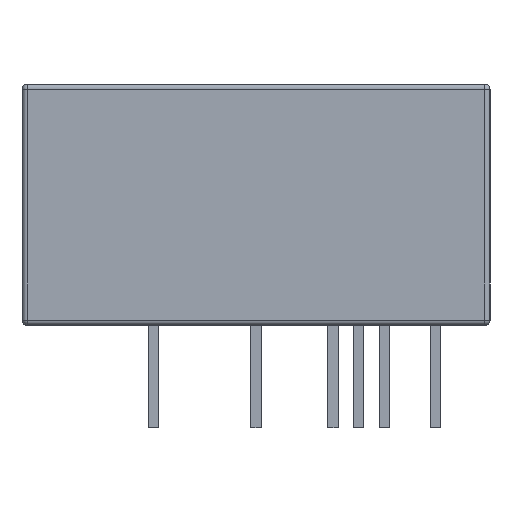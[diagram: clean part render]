
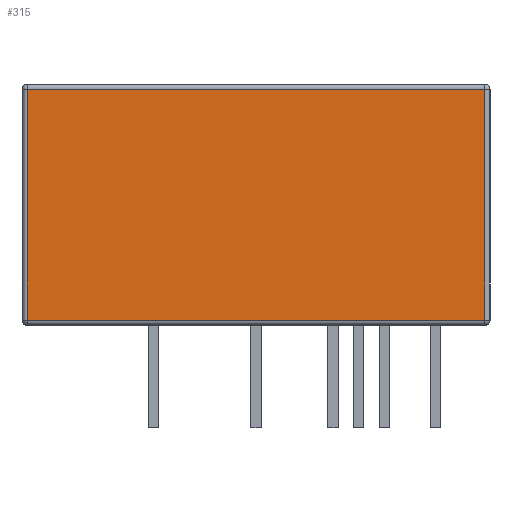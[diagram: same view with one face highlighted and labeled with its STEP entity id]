
A CAD part, left-side view. The second image highlights one B-rep face of the part: STEP entity #315.
In plain terms, the highlighted planar face has unit normal (-1, 0, 0).
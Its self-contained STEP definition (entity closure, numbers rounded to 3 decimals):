
#315 = ADVANCED_FACE( '', ( #755 ), #756, .F. );
#755 = FACE_OUTER_BOUND( '', #1354, .T. );
#756 = PLANE( '', #1355 );
#1354 = EDGE_LOOP( '', ( #2418, #2419, #2420, #2421 ) );
#1355 = AXIS2_PLACEMENT_3D( '', #2422, #2423, #2424 );
#2418 = ORIENTED_EDGE( '', *, *, #4096, .T. );
#2419 = ORIENTED_EDGE( '', *, *, #4019, .T. );
#2420 = ORIENTED_EDGE( '', *, *, #3860, .T. );
#2421 = ORIENTED_EDGE( '', *, *, #4097, .T. );
#2422 = CARTESIAN_POINT( '', ( -32., 22.8, 11.75 ) );
#2423 = DIRECTION( '', ( 1., 0., 0. ) );
#2424 = DIRECTION( '', ( 0., 0., -1. ) );
#3860 = EDGE_CURVE( '', #4482, #4480, #4483, .T. );
#4019 = EDGE_CURVE( '', #4757, #4482, #4758, .T. );
#4096 = EDGE_CURVE( '', #4706, #4757, #4874, .F. );
#4097 = EDGE_CURVE( '', #4480, #4706, #4875, .F. );
#4480 = VERTEX_POINT( '', #5388 );
#4482 = VERTEX_POINT( '', #5390 );
#4483 = LINE( '', #5391, #5392 );
#4706 = VERTEX_POINT( '', #6053 );
#4757 = VERTEX_POINT( '', #6233 );
#4758 = LINE( '', #6234, #6235 );
#4874 = LINE( '', #6539, #6540 );
#4875 = LINE( '', #6541, #6542 );
#5388 = CARTESIAN_POINT( '', ( -32., -22.3, -11.25 ) );
#5390 = CARTESIAN_POINT( '', ( -32., 22.3, -11.25 ) );
#5391 = CARTESIAN_POINT( '', ( -32., 22.8, -11.25 ) );
#5392 = VECTOR( '', #7768, 1000. );
#6053 = CARTESIAN_POINT( '', ( -32., -22.3, 11.25 ) );
#6233 = CARTESIAN_POINT( '', ( -32., 22.3, 11.25 ) );
#6234 = CARTESIAN_POINT( '', ( -32., 22.3, 11.75 ) );
#6235 = VECTOR( '', #7851, 1000. );
#6539 = CARTESIAN_POINT( '', ( -32., 22.8, 11.25 ) );
#6540 = VECTOR( '', #7885, 1000. );
#6541 = CARTESIAN_POINT( '', ( -32., -22.3, 11.75 ) );
#6542 = VECTOR( '', #7886, 1000. );
#7768 = DIRECTION( '', ( 0., -1., 0. ) );
#7851 = DIRECTION( '', ( 0., 0., -1. ) );
#7885 = DIRECTION( '', ( 0., -1., 0. ) );
#7886 = DIRECTION( '', ( 0., 0., -1. ) );
